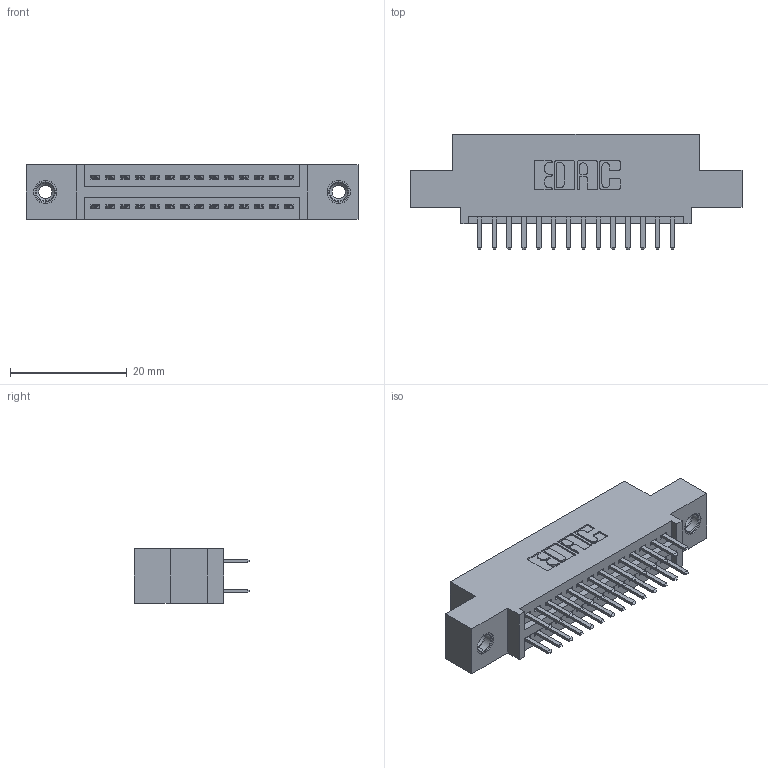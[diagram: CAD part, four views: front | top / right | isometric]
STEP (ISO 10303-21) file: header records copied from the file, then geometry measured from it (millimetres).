
FILE_DESCRIPTION (( 'STEP AP203' ), '1' );
FILE_NAME ('395-028-520-508.STEP', '2019-10-16T18:58:25', ( '' ), ( '' ), 'SwSTEP 2.0', 'SolidWorks 2016', '' );
FILE_SCHEMA (( 'CONFIG_CONTROL_DESIGN' ));
Length unit declared in the file: inch
Products named in the file (4): 345 Part_0.110 Offset - 0.156 Dia-TI; 345-292-001_345-293-120; 345-250-001_345-250-003-102; 395-028-520-508
Assembly tree (31 placements, depth 2):
  395-028-520-508
    345 Part_0.110 Offset - 0.156 Dia-TI
    345-292-001_345-293-120  x28
    345-250-001_345-250-003-102  x2
Bounding box: 56.77 x 19.68 x 9.4 mm (x, y, z)
Volume: 5162.5 mm3; surface area: 7168.8 mm2
Topology: 31 solids, 31 shells, 1702 faces, 4885 edges, 3174 vertices
Faces by surface type: plane 1096, cylinder 590, cone 12, torus 4
Entity records: 16186 total; most frequent: CARTESIAN_POINT 2735, ORIENTED_EDGE 2650, DIRECTION 2459, EDGE_CURVE 1325, LINE 1113, VECTOR 1113, VERTEX_POINT 876, AXIS2_PLACEMENT_3D 673
